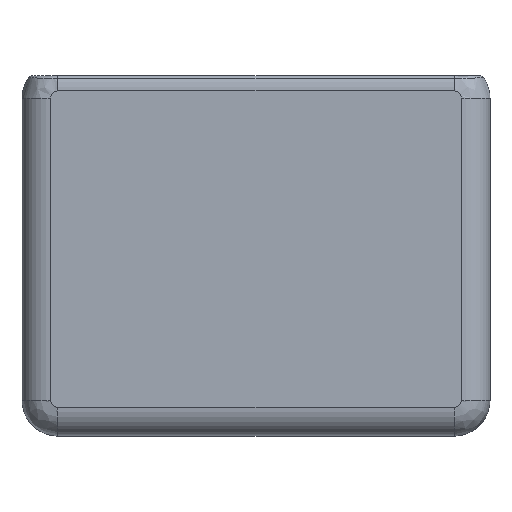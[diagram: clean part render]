
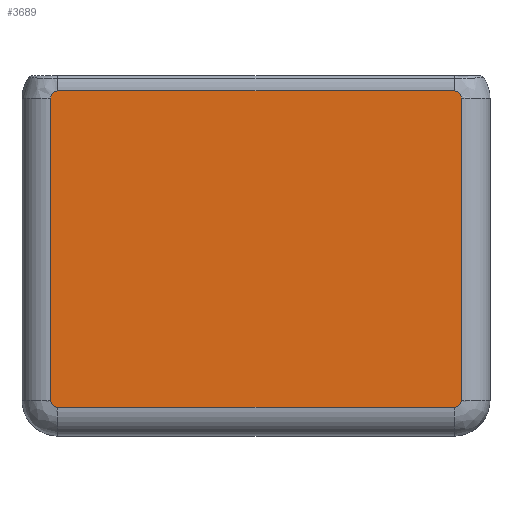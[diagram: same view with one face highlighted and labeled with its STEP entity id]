
A CAD part, top view. The second image highlights one B-rep face of the part: STEP entity #3689.
In plain terms, the highlighted planar face has unit normal (0, 0, 1).
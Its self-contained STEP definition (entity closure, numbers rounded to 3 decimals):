
#45=CIRCLE('',#3794,1.588);
#102=CIRCLE('',#3886,1.588);
#107=CIRCLE('',#3892,1.588);
#111=CIRCLE('',#3897,1.588);
#246=PLANE('',#3901);
#444=FACE_OUTER_BOUND('',#664,.T.);
#664=EDGE_LOOP('',(#3342,#3343,#3344,#3345,#3346,#3347,#3348,#3349));
#957=LINE('',#7355,#1247);
#958=LINE('',#7373,#1248);
#959=LINE('',#7389,#1249);
#960=LINE('',#7405,#1250);
#1247=VECTOR('',#4539,10.);
#1248=VECTOR('',#4552,10.);
#1249=VECTOR('',#4561,10.);
#1250=VECTOR('',#4570,10.);
#1691=VERTEX_POINT('',#7074);
#1692=VERTEX_POINT('',#7076);
#1756=VERTEX_POINT('',#7354);
#1757=VERTEX_POINT('',#7366);
#1758=VERTEX_POINT('',#7371);
#1759=VERTEX_POINT('',#7383);
#1760=VERTEX_POINT('',#7387);
#1761=VERTEX_POINT('',#7399);
#2174=EDGE_CURVE('',#1691,#1692,#45,.T.);
#2281=EDGE_CURVE('',#1692,#1756,#957,.T.);
#2283=EDGE_CURVE('',#1756,#1757,#102,.T.);
#2287=EDGE_CURVE('',#1757,#1758,#958,.T.);
#2289=EDGE_CURVE('',#1758,#1759,#107,.T.);
#2291=EDGE_CURVE('',#1759,#1760,#959,.T.);
#2294=EDGE_CURVE('',#1760,#1761,#111,.T.);
#2295=EDGE_CURVE('',#1761,#1691,#960,.T.);
#3342=ORIENTED_EDGE('',*,*,#2174,.F.);
#3343=ORIENTED_EDGE('',*,*,#2295,.F.);
#3344=ORIENTED_EDGE('',*,*,#2294,.F.);
#3345=ORIENTED_EDGE('',*,*,#2291,.F.);
#3346=ORIENTED_EDGE('',*,*,#2289,.F.);
#3347=ORIENTED_EDGE('',*,*,#2287,.F.);
#3348=ORIENTED_EDGE('',*,*,#2283,.F.);
#3349=ORIENTED_EDGE('',*,*,#2281,.F.);
#3689=ADVANCED_FACE('',(#444),#246,.T.);
#3794=AXIS2_PLACEMENT_3D('',#7077,#4306,#4307);
#3886=AXIS2_PLACEMENT_3D('',#7367,#4542,#4543);
#3892=AXIS2_PLACEMENT_3D('',#7385,#4555,#4556);
#3897=AXIS2_PLACEMENT_3D('',#7403,#4566,#4567);
#3901=AXIS2_PLACEMENT_3D('',#7410,#4577,#4578);
#4306=DIRECTION('center_axis',(0.,0.,-1.));
#4307=DIRECTION('ref_axis',(-0.707,0.707,0.));
#4539=DIRECTION('',(1.,0.,0.));
#4542=DIRECTION('center_axis',(0.,0.,-1.));
#4543=DIRECTION('ref_axis',(0.707,0.707,0.));
#4552=DIRECTION('',(0.,-1.,0.));
#4555=DIRECTION('center_axis',(0.,0.,-1.));
#4556=DIRECTION('ref_axis',(0.707,-0.707,0.));
#4561=DIRECTION('',(-1.,0.,0.));
#4566=DIRECTION('center_axis',(0.,0.,-1.));
#4567=DIRECTION('ref_axis',(-0.707,-0.707,0.));
#4570=DIRECTION('',(0.,1.,0.));
#4577=DIRECTION('center_axis',(0.,0.,1.));
#4578=DIRECTION('ref_axis',(1.,0.,0.));
#7074=CARTESIAN_POINT('',(6.35,-7.938,36.5));
#7076=CARTESIAN_POINT('',(7.938,-6.35,36.5));
#7077=CARTESIAN_POINT('Origin',(7.938,-7.938,36.5));
#7354=CARTESIAN_POINT('',(96.063,-6.35,36.5));
#7355=CARTESIAN_POINT('',(78.,-6.35,36.5));
#7366=CARTESIAN_POINT('',(97.65,-7.938,36.5));
#7367=CARTESIAN_POINT('Origin',(96.063,-7.938,36.5));
#7371=CARTESIAN_POINT('',(97.65,-75.063,36.5));
#7373=CARTESIAN_POINT('',(97.65,-62.25,36.5));
#7383=CARTESIAN_POINT('',(96.063,-76.65,36.5));
#7385=CARTESIAN_POINT('Origin',(96.063,-75.063,36.5));
#7387=CARTESIAN_POINT('',(7.938,-76.65,36.5));
#7389=CARTESIAN_POINT('',(26.,-76.65,36.5));
#7399=CARTESIAN_POINT('',(6.35,-75.063,36.5));
#7403=CARTESIAN_POINT('Origin',(7.938,-75.063,36.5));
#7405=CARTESIAN_POINT('',(6.35,-20.75,36.5));
#7410=CARTESIAN_POINT('Origin',(52.,-41.5,36.5));
